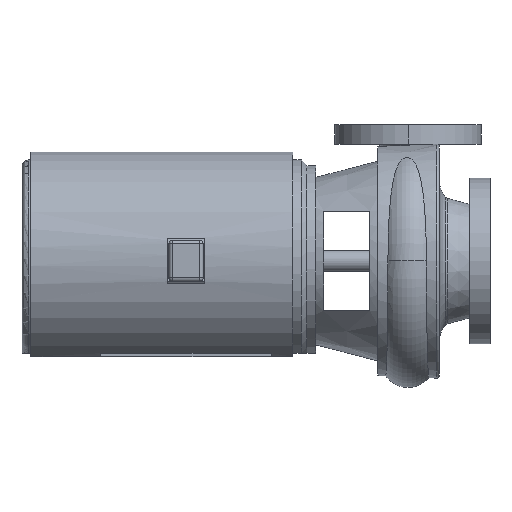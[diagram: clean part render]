
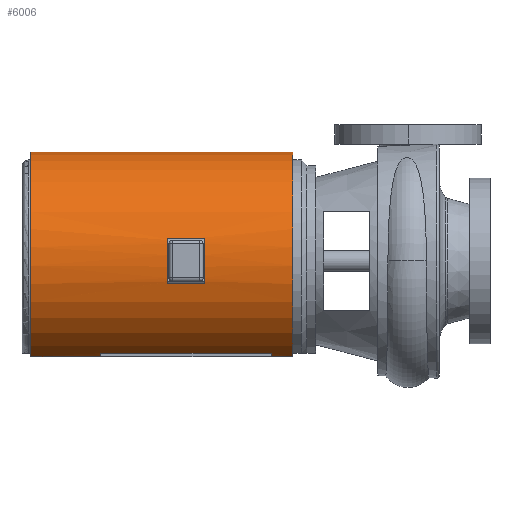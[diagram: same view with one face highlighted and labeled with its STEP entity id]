
A CAD part, top view. The second image highlights one B-rep face of the part: STEP entity #6006.
In plain terms, the highlighted cylindrical face has radius 203.2 mm (diameter 406.4 mm), a partial arc.
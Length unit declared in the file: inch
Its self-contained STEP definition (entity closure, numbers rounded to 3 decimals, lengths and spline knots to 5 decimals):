
#4507=CARTESIAN_POINT('',(-15.,0.,0.));
#4508=DIRECTION('',(1.,0.,0.));
#4509=DIRECTION('',(0.,-0.156,-0.988));
#4510=AXIS2_PLACEMENT_3D('',#4507,#4508,#4509);
#4515=DIRECTION('',(1.,0.,0.));
#4516=VECTOR('',#4515,2.);
#4517=CARTESIAN_POINT('',(-17.25,-1.5,-7.85812));
#4518=LINE('',#4517,#4516);
#4522=CARTESIAN_POINT('',(-17.5,0.,0.));
#4523=DIRECTION('',(1.,0.,0.));
#4524=DIRECTION('',(0.,-0.156,-0.988));
#4525=AXIS2_PLACEMENT_3D('',#4522,#4523,#4524);
#4530=DIRECTION('',(1.,0.,0.));
#4531=VECTOR('',#4530,2.);
#4532=CARTESIAN_POINT('',(-17.25,1.5,-7.85812));
#4533=LINE('',#4532,#4531);
#4537=CARTESIAN_POINT('',(-8.45,0.,0.));
#4538=DIRECTION('',(1.,0.,0.));
#4539=DIRECTION('',(0.,0.874,0.486));
#4540=AXIS2_PLACEMENT_3D('',#4537,#4538,#4539);
#4545=DIRECTION('',(1.,0.,0.));
#4546=VECTOR('',#4545,1.55);
#4547=CARTESIAN_POINT('',(-10.,6.99163,-3.88808));
#4548=LINE('',#4547,#4546);
#4552=CARTESIAN_POINT('',(-10.,0.,0.));
#4553=DIRECTION('',(1.,0.,0.));
#4554=DIRECTION('',(0.,0.844,-0.537));
#4555=AXIS2_PLACEMENT_3D('',#4552,#4553,#4554);
#4560=DIRECTION('',(1.,0.,0.));
#4561=VECTOR('',#4560,12.5);
#4562=CARTESIAN_POINT('',(-22.5,6.75,-4.29389));
#4563=LINE('',#4562,#4561);
#4567=CARTESIAN_POINT('',(-22.5,0.,0.));
#4568=DIRECTION('',(1.,0.,0.));
#4569=DIRECTION('',(0.,0.844,-0.537));
#4570=AXIS2_PLACEMENT_3D('',#4567,#4568,#4569);
#4575=DIRECTION('',(1.,0.,0.));
#4576=VECTOR('',#4575,5.1);
#4577=CARTESIAN_POINT('',(-27.6,6.99163,-3.88808));
#4578=LINE('',#4577,#4576);
#4582=CARTESIAN_POINT('',(-27.6,0.,0.));
#4583=DIRECTION('',(-1.,0.,0.));
#4584=DIRECTION('',(0.,0.874,-0.486));
#4585=AXIS2_PLACEMENT_3D('',#4582,#4583,#4584);
#4590=DIRECTION('',(1.,0.,0.));
#4591=VECTOR('',#4590,5.1);
#4592=CARTESIAN_POINT('',(-27.6,6.99163,3.88808));
#4593=LINE('',#4592,#4591);
#4597=CARTESIAN_POINT('',(-22.5,0.,0.));
#4598=DIRECTION('',(1.,0.,0.));
#4599=DIRECTION('',(0.,0.874,0.486));
#4600=AXIS2_PLACEMENT_3D('',#4597,#4598,#4599);
#4605=DIRECTION('',(1.,0.,0.));
#4606=VECTOR('',#4605,12.5);
#4607=CARTESIAN_POINT('',(-22.5,6.75,4.29389));
#4608=LINE('',#4607,#4606);
#4612=CARTESIAN_POINT('',(-10.,0.,0.));
#4613=DIRECTION('',(1.,0.,0.));
#4614=DIRECTION('',(0.,0.874,0.486));
#4615=AXIS2_PLACEMENT_3D('',#4612,#4613,#4614);
#4620=DIRECTION('',(1.,0.,0.));
#4621=VECTOR('',#4620,1.55);
#4622=CARTESIAN_POINT('',(-10.,6.99163,3.88808));
#4623=LINE('',#4622,#4621);
#4715=CARTESIAN_POINT('',(-15.,1.25,-7.90174));
#4716=CARTESIAN_POINT('',(-15.,1.27629,-7.89758));
#4717=CARTESIAN_POINT('',(-15.00828,1.32877,
-7.889));
#4718=CARTESIAN_POINT('',(-15.04506,1.4003,
-7.87658));
#4719=CARTESIAN_POINT('',(-15.10093,1.45579,
-7.86647));
#4720=CARTESIAN_POINT('',(-15.17212,1.49193,
-7.85966));
#4721=CARTESIAN_POINT('',(-15.22408,1.5,-7.85812));
#4722=CARTESIAN_POINT('',(-15.25,1.5,-7.85812));
#4892=CARTESIAN_POINT('',(-17.25,1.5,-7.85812));
#4893=CARTESIAN_POINT('',(-17.27592,1.5,-7.85812));
#4894=CARTESIAN_POINT('',(-17.32788,1.49193,
-7.85966));
#4895=CARTESIAN_POINT('',(-17.39907,1.45579,
-7.86647));
#4896=CARTESIAN_POINT('',(-17.45494,1.4003,
-7.87658));
#4897=CARTESIAN_POINT('',(-17.49172,1.32877,
-7.889));
#4898=CARTESIAN_POINT('',(-17.5,1.27629,-7.89758));
#4899=CARTESIAN_POINT('',(-17.5,1.25,-7.90174));
#4983=CARTESIAN_POINT('',(-17.5,-1.25,-7.90174));
#4984=CARTESIAN_POINT('',(-17.5,-1.27629,-7.89758));
#4985=CARTESIAN_POINT('',(-17.49172,-1.32877,
-7.889));
#4986=CARTESIAN_POINT('',(-17.45494,-1.4003,
-7.87658));
#4987=CARTESIAN_POINT('',(-17.39907,-1.45579,
-7.86647));
#4988=CARTESIAN_POINT('',(-17.32788,-1.49193,
-7.85966));
#4989=CARTESIAN_POINT('',(-17.27592,-1.5,-7.85812));
#4990=CARTESIAN_POINT('',(-17.25,-1.5,-7.85812));
#5041=CARTESIAN_POINT('',(-15.25,-1.5,-7.85812));
#5042=CARTESIAN_POINT('',(-15.22408,-1.5,-7.85812));
#5043=CARTESIAN_POINT('',(-15.17212,-1.49193,
-7.85966));
#5044=CARTESIAN_POINT('',(-15.10093,-1.45579,
-7.86647));
#5045=CARTESIAN_POINT('',(-15.04506,-1.4003,
-7.87658));
#5046=CARTESIAN_POINT('',(-15.00828,-1.32877,
-7.889));
#5047=CARTESIAN_POINT('',(-15.,-1.27629,-7.89758));
#5048=CARTESIAN_POINT('',(-15.,-1.25,-7.90174));
#5642=VERTEX_POINT('',#4983);
#5643=VERTEX_POINT('',#4990);
#5644=VERTEX_POINT('',#5041);
#5645=VERTEX_POINT('',#5048);
#5646=VERTEX_POINT('',#4892);
#5647=VERTEX_POINT('',#4899);
#5648=VERTEX_POINT('',#4715);
#5649=VERTEX_POINT('',#4722);
#5726=CARTESIAN_POINT('',(-22.5,6.75,4.29389));
#5727=CARTESIAN_POINT('',(-10.,6.75,4.29389));
#5728=VERTEX_POINT('',#5726);
#5729=VERTEX_POINT('',#5727);
#5730=CARTESIAN_POINT('',(-22.5,6.75,-4.29389));
#5731=CARTESIAN_POINT('',(-10.,6.75,-4.29389));
#5732=VERTEX_POINT('',#5730);
#5733=VERTEX_POINT('',#5731);
#5746=CARTESIAN_POINT('',(-8.45,6.99163,3.88808));
#5747=CARTESIAN_POINT('',(-8.45,6.99163,-3.88808));
#5748=VERTEX_POINT('',#5746);
#5749=VERTEX_POINT('',#5747);
#5750=CARTESIAN_POINT('',(-27.6,6.99163,-3.88808));
#5751=CARTESIAN_POINT('',(-27.6,6.99163,3.88808));
#5752=VERTEX_POINT('',#5750);
#5753=VERTEX_POINT('',#5751);
#5774=CARTESIAN_POINT('',(-22.5,6.99163,3.88808));
#5775=VERTEX_POINT('',#5774);
#5776=CARTESIAN_POINT('',(-10.,6.99163,3.88808));
#5777=VERTEX_POINT('',#5776);
#5778=CARTESIAN_POINT('',(-22.5,6.99163,-3.88808));
#5779=VERTEX_POINT('',#5778);
#5780=CARTESIAN_POINT('',(-10.,6.99163,-3.88808));
#5781=VERTEX_POINT('',#5780);
#5962=CARTESIAN_POINT('',(-29.325,0.,0.));
#5963=DIRECTION('',(1.,0.,0.));
#5964=DIRECTION('',(0.,-1.,0.));
#5965=AXIS2_PLACEMENT_3D('',#5962,#5963,#5964);
#5966=CYLINDRICAL_SURFACE('',#5965,8.);
#5968=ORIENTED_EDGE('',*,*,#5967,.T.);
#5970=ORIENTED_EDGE('',*,*,#5969,.F.);
#5972=ORIENTED_EDGE('',*,*,#5971,.F.);
#5974=ORIENTED_EDGE('',*,*,#5973,.F.);
#5975=ORIENTED_EDGE('',*,*,#5949,.T.);
#5977=ORIENTED_EDGE('',*,*,#5976,.F.);
#5978=ORIENTED_EDGE('',*,*,#5895,.T.);
#5979=ORIENTED_EDGE('',*,*,#5912,.T.);
#5980=ORIENTED_EDGE('',*,*,#5932,.T.);
#5982=ORIENTED_EDGE('',*,*,#5981,.T.);
#5984=ORIENTED_EDGE('',*,*,#5983,.F.);
#5985=ORIENTED_EDGE('',*,*,#5918,.T.);
#5986=EDGE_LOOP('',(#5968,#5970,#5972,#5974,#5975,#5977,#5978,#5979,#5980,#5982,
#5984,#5985));
#5987=FACE_OUTER_BOUND('',#5986,.F.);
#5989=ORIENTED_EDGE('',*,*,#5988,.F.);
#5991=ORIENTED_EDGE('',*,*,#5990,.F.);
#5993=ORIENTED_EDGE('',*,*,#5992,.F.);
#5995=ORIENTED_EDGE('',*,*,#5994,.F.);
#5997=ORIENTED_EDGE('',*,*,#5996,.T.);
#5999=ORIENTED_EDGE('',*,*,#5998,.F.);
#6001=ORIENTED_EDGE('',*,*,#6000,.T.);
#6003=ORIENTED_EDGE('',*,*,#6002,.F.);
#6004=EDGE_LOOP('',(#5989,#5991,#5993,#5995,#5997,#5999,#6001,#6003));
#6005=FACE_BOUND('',#6004,.F.);
#4511=CIRCLE('',#4510,8.);
#4526=CIRCLE('',#4525,8.);
#4541=CIRCLE('',#4540,8.);
#4556=CIRCLE('',#4555,8.);
#4571=CIRCLE('',#4570,8.);
#4586=CIRCLE('',#4585,8.);
#4601=CIRCLE('',#4600,8.);
#4616=CIRCLE('',#4615,8.);
#4723=B_SPLINE_CURVE_WITH_KNOTS('',3,(#4715,#4716,#4717,#4718,#4719,#4720,#4721,
#4722),.UNSPECIFIED.,.F.,.F.,(4,1,1,1,1,4),(0.,0.2,0.4,0.6,0.8,1.),
.UNSPECIFIED.);
#4900=B_SPLINE_CURVE_WITH_KNOTS('',3,(#4892,#4893,#4894,#4895,#4896,#4897,#4898,
#4899),.UNSPECIFIED.,.F.,.F.,(4,1,1,1,1,4),(0.,0.2,0.4,0.6,0.8,1.),
.UNSPECIFIED.);
#4991=B_SPLINE_CURVE_WITH_KNOTS('',3,(#4983,#4984,#4985,#4986,#4987,#4988,#4989,
#4990),.UNSPECIFIED.,.F.,.F.,(4,1,1,1,1,4),(0.,0.2,0.4,0.6,0.8,1.),
.UNSPECIFIED.);
#5049=B_SPLINE_CURVE_WITH_KNOTS('',3,(#5041,#5042,#5043,#5044,#5045,#5046,#5047,
#5048),.UNSPECIFIED.,.F.,.F.,(4,1,1,1,1,4),(0.,0.2,0.4,0.6,0.8,1.),
.UNSPECIFIED.);
#5895=EDGE_CURVE('',#5752,#5753,#4586,.T.);
#5912=EDGE_CURVE('',#5753,#5775,#4593,.T.);
#5918=EDGE_CURVE('',#5777,#5748,#4623,.T.);
#5932=EDGE_CURVE('',#5775,#5728,#4601,.T.);
#5949=EDGE_CURVE('',#5732,#5779,#4571,.T.);
#5967=EDGE_CURVE('',#5748,#5749,#4541,.T.);
#5969=EDGE_CURVE('',#5781,#5749,#4548,.T.);
#5971=EDGE_CURVE('',#5733,#5781,#4556,.T.);
#5973=EDGE_CURVE('',#5732,#5733,#4563,.T.);
#5976=EDGE_CURVE('',#5752,#5779,#4578,.T.);
#5981=EDGE_CURVE('',#5728,#5729,#4608,.T.);
#5983=EDGE_CURVE('',#5777,#5729,#4616,.T.);
#5988=EDGE_CURVE('',#5645,#5648,#4511,.T.);
#5990=EDGE_CURVE('',#5644,#5645,#5049,.T.);
#5992=EDGE_CURVE('',#5643,#5644,#4518,.T.);
#5994=EDGE_CURVE('',#5642,#5643,#4991,.T.);
#5996=EDGE_CURVE('',#5642,#5647,#4526,.T.);
#5998=EDGE_CURVE('',#5646,#5647,#4900,.T.);
#6000=EDGE_CURVE('',#5646,#5649,#4533,.T.);
#6002=EDGE_CURVE('',#5648,#5649,#4723,.T.);
#6006=ADVANCED_FACE('',(#5987,#6005),#5966,.T.);
